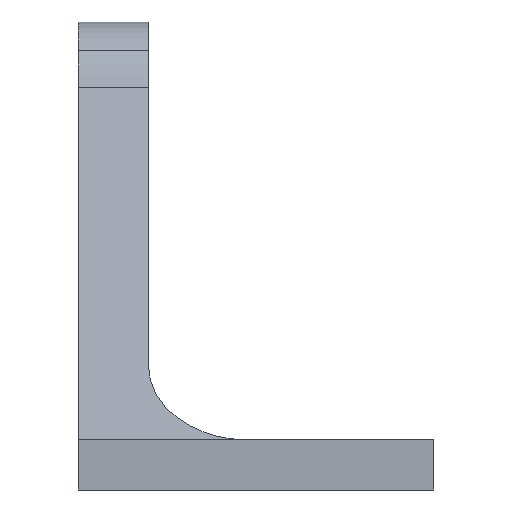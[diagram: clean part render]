
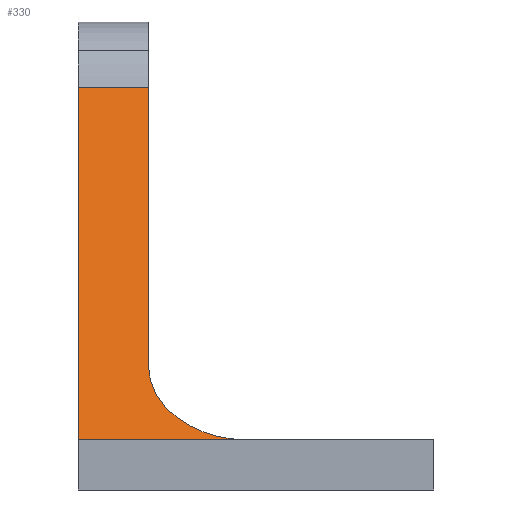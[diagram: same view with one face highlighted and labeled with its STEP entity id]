
A CAD part, left-side view. The second image highlights one B-rep face of the part: STEP entity #330.
In plain terms, the highlighted planar face has unit normal (-0.597, 0, 0.802).
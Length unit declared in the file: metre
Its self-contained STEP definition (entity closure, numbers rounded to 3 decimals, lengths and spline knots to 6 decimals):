
#16=ELLIPSE('',#381,0.012464,0.01);
#25=LINE('',#499,#48);
#28=LINE('',#514,#51);
#45=LINE('',#574,#68);
#46=LINE('',#576,#69);
#48=VECTOR('',#398,1.);
#51=VECTOR('',#411,1.);
#68=VECTOR('',#468,1.);
#69=VECTOR('',#471,1.);
#122=ORIENTED_EDGE('',*,*,#156,.F.);
#123=ORIENTED_EDGE('',*,*,#193,.T.);
#124=ORIENTED_EDGE('',*,*,#163,.F.);
#125=ORIENTED_EDGE('',*,*,#192,.F.);
#126=ORIENTED_EDGE('',*,*,#194,.T.);
#156=EDGE_CURVE('',#198,#199,#25,.T.);
#163=EDGE_CURVE('',#205,#206,#28,.T.);
#192=EDGE_CURVE('',#218,#205,#45,.T.);
#193=EDGE_CURVE('',#198,#206,#46,.F.);
#194=EDGE_CURVE('',#218,#199,#16,.F.);
#198=VERTEX_POINT('',#500);
#199=VERTEX_POINT('',#501);
#205=VERTEX_POINT('',#515);
#206=VERTEX_POINT('',#516);
#218=VERTEX_POINT('',#546);
#263=EDGE_LOOP('',(#122,#123,#124,#125,#126));
#296=FACE_BOUND('',#263,.T.);
#318=PLANE('',#380);
#330=ADVANCED_FACE('',(#296),#318,.T.);
#380=AXIS2_PLACEMENT_3D('',#575,#469,#470);
#381=AXIS2_PLACEMENT_3D('',#577,#472,#473);
#398=DIRECTION('',(-0.802,0.,-0.597));
#411=DIRECTION('',(0.802,0.,0.597));
#468=DIRECTION('',(0.,1.,0.));
#469=DIRECTION('',(-0.597,0.,0.802));
#470=DIRECTION('',(0.802,0.,0.597));
#471=DIRECTION('',(0.,-1.,0.));
#472=DIRECTION('',(-0.597,0.,0.802));
#473=DIRECTION('',(0.802,0.,0.597));
#499=CARTESIAN_POINT('',(0.133506,0.06825,0.036918));
#500=CARTESIAN_POINT('',(0.14007,0.06825,0.041802));
#501=CARTESIAN_POINT('',(0.10275,0.06825,0.014039));
#514=CARTESIAN_POINT('',(0.117826,0.07525,0.025254));
#515=CARTESIAN_POINT('',(0.09275,0.07525,0.0066));
#516=CARTESIAN_POINT('',(0.14007,0.07525,0.041802));
#546=CARTESIAN_POINT('',(0.09275,0.05825,0.0066));
#574=CARTESIAN_POINT('',(0.09275,-0.144819,0.0066));
#575=CARTESIAN_POINT('',(0.117826,-0.144819,0.025254));
#576=CARTESIAN_POINT('',(0.14007,0.07525,0.041802));
#577=CARTESIAN_POINT('',(0.10275,0.05825,0.014039));
